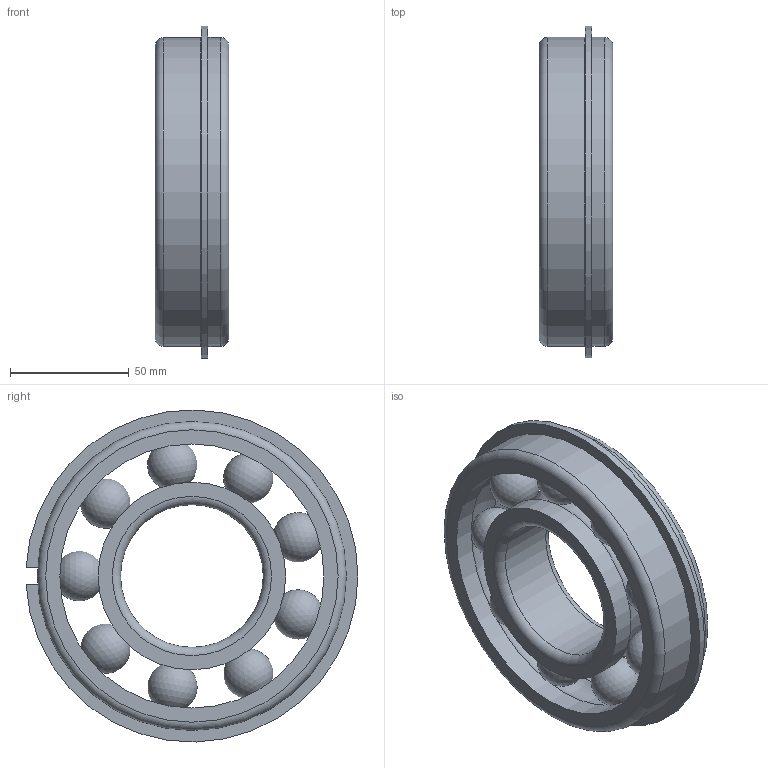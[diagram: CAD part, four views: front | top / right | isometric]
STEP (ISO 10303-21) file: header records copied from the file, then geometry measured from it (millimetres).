
FILE_DESCRIPTION(('STEP AP242'), '1');
FILE_NAME('56. Ïîäøèïíèê êà÷åíèÿ ñî ñòîðîíû âûêèäà', '', ('UNSPECIFIED'), ('UNSPECIFIED'), 'C3D Converter', 'C3D Toolkit', '');
FILE_SCHEMA(('AP242_MANAGED_MODEL_BASED_3D_ENGINEERING_MIM_LF { 1 0 10303 442 1 1 4 }'));
Length unit declared in the file: millimetre
Assembly tree (14 placements, depth 3):
  (unnamed)
    (unnamed)  x2
      (unnamed)
      (unnamed)
      (unnamed)
      (unnamed)
Bounding box: 31 x 139.61 x 139.66 mm (x, y, z)
Volume: 414459 mm3; surface area: 140374.3 mm2
Topology: 24 solids, 24 shells, 70 faces, 146 edges, 92 vertices
Faces by surface type: cylinder 20, plane 20, sphere 18, torus 12
Full cylindrical faces by diameter (mm): 60 x2, 78.9 x4, 111.1 x4, 124.71 x2, 130 x4
Entity records: 1333 total; most frequent: DIRECTION 140, CARTESIAN_POINT 102, AXIS2_PLACEMENT_3D 66, ORIENTED_EDGE 64, EDGE_LOOP 46, DATE_AND_TIME 40, CALENDAR_DATE 40, LOCAL_TIME 40
